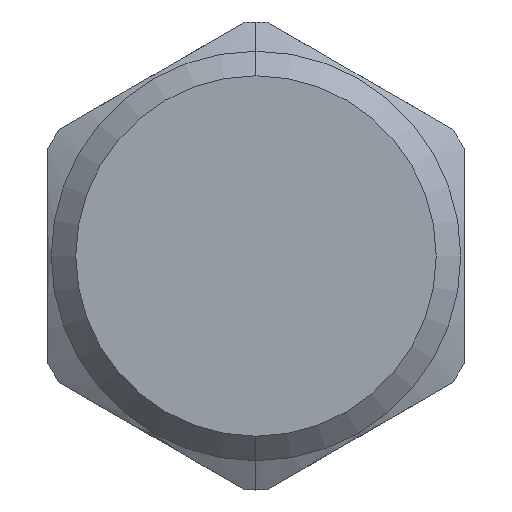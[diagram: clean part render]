
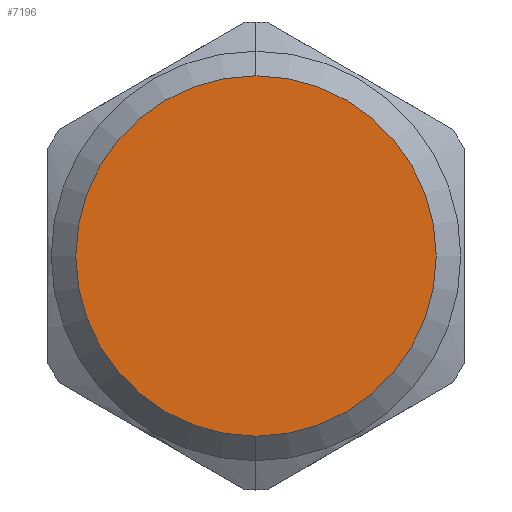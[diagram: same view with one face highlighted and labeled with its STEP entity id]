
A CAD part, left-side view. The second image highlights one B-rep face of the part: STEP entity #7196.
In plain terms, the highlighted planar face has unit normal (-1, 0, 0).
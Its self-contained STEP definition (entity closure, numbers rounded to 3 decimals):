
#513 = EDGE_CURVE ( 'NONE', #2727, #2950, #6835, .T. ) ;
#592 = FACE_OUTER_BOUND ( 'NONE', #4504, .T. ) ;
#1548 = DIRECTION ( 'NONE',  ( 0., 0., 1. ) ) ;
#1853 = CARTESIAN_POINT ( 'NONE',  ( -10.15, 0., -11. ) ) ;
#2021 = DIRECTION ( 'NONE',  ( 0., 0., 1. ) ) ;
#2216 = CARTESIAN_POINT ( 'NONE',  ( -10.15, 0., 0. ) ) ;
#2342 = ORIENTED_EDGE ( 'NONE', *, *, #513, .T. ) ;
#2727 = VERTEX_POINT ( 'NONE', #1853 ) ;
#2735 = CARTESIAN_POINT ( 'NONE',  ( -10.15, 0., 0. ) ) ;
#2950 = VERTEX_POINT ( 'NONE', #4403 ) ;
#3145 = EDGE_CURVE ( 'NONE', #2950, #2727, #4296, .T. ) ;
#4051 = DIRECTION ( 'NONE',  ( -1., 0., 0. ) ) ;
#4257 = AXIS2_PLACEMENT_3D ( 'NONE', #2216, #4051, #1548 ) ;
#4296 = CIRCLE ( 'NONE', #4257, 11. ) ;
#4403 = CARTESIAN_POINT ( 'NONE',  ( -10.15, 0., 11. ) ) ;
#4504 = EDGE_LOOP ( 'NONE', ( #7786, #2342 ) ) ;
#5093 = DIRECTION ( 'NONE',  ( 0., 0., 1. ) ) ;
#5423 = AXIS2_PLACEMENT_3D ( 'NONE', #2735, #7630, #2021 ) ;
#5602 = DIRECTION ( 'NONE',  ( 1., 0., 0. ) ) ;
#6263 = CARTESIAN_POINT ( 'NONE',  ( -10.15, 0., 0. ) ) ;
#6835 = CIRCLE ( 'NONE', #5423, 11. ) ;
#6936 = PLANE ( 'NONE',  #7914 ) ;
#7196 = ADVANCED_FACE ( 'NONE', ( #592 ), #6936, .F. ) ;
#7630 = DIRECTION ( 'NONE',  ( -1., 0., 0. ) ) ;
#7786 = ORIENTED_EDGE ( 'NONE', *, *, #3145, .T. ) ;
#7914 = AXIS2_PLACEMENT_3D ( 'NONE', #6263, #5602, #5093 ) ;
